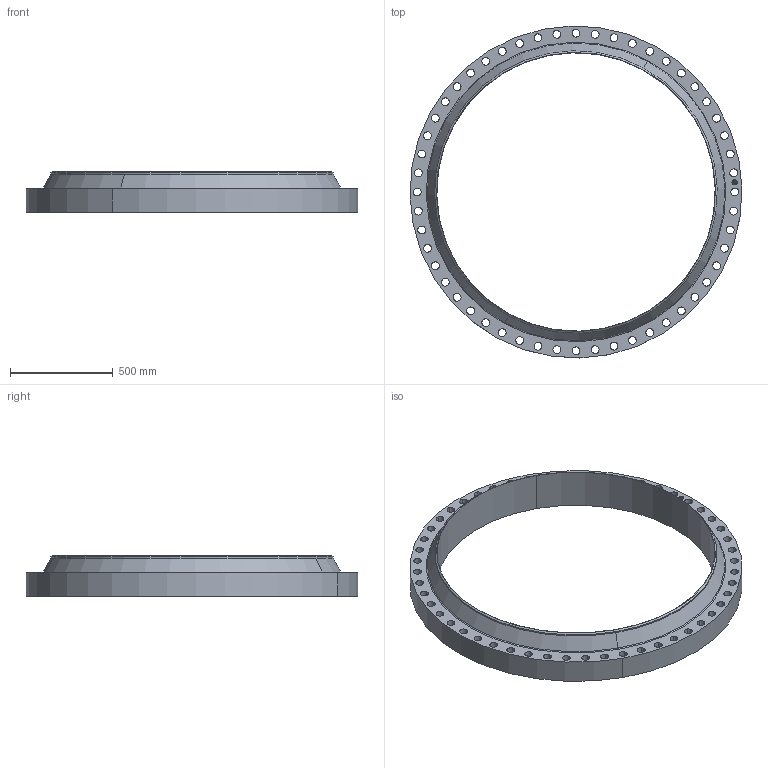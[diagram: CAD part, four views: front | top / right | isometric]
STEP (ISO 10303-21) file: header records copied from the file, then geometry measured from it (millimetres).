
FILE_DESCRIPTION(('3D STEP'),'2;1');
FILE_NAME('54-350-FF-WN-STD-BCIS-FLANGE.stp','2013-09-15T14:28:48+00:00',('Texas Flange'),(''),'CATIA Version 5 Release 20 SP 6 (IN-10)','CATIA V5 STEP AP214','800-826-3801');
FILE_SCHEMA(('AUTOMOTIVE_DESIGN { 1 0 10303 214 1 1 1 1 }'));
Length unit declared in the file: inch
Products named in the file (1): 54-350-FF-WN-STD-BCIS-FLANGE
Bounding box: 1612.45 x 1612.45 x 196.85 mm (x, y, z)
Volume: 71694279.7 mm3; surface area: 3438668.2 mm2
Topology: 1 solids, 1 shells, 504 faces, 1446 edges, 962 vertices
Faces by surface type: plane 368, cylinder 130, cone 4, torus 2
Entity records: 18531 total; most frequent: ORIENTED_EDGE 2892, CARTESIAN_POINT 2821, DIRECTION 2270, EDGE_CURVE 1446, VECTOR 1178, LINE 1178, VERTEX_POINT 962, AXIS2_PLACEMENT_3D 681
